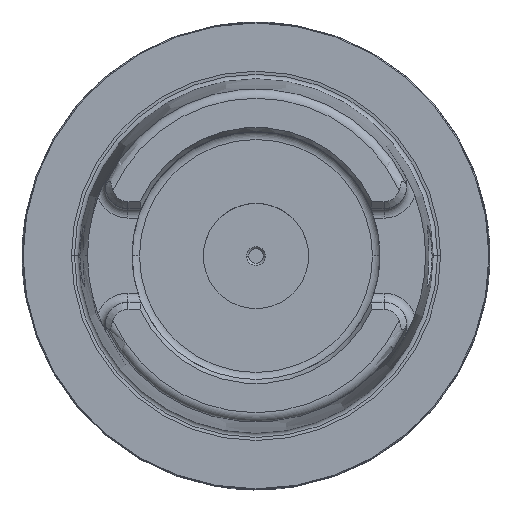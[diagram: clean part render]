
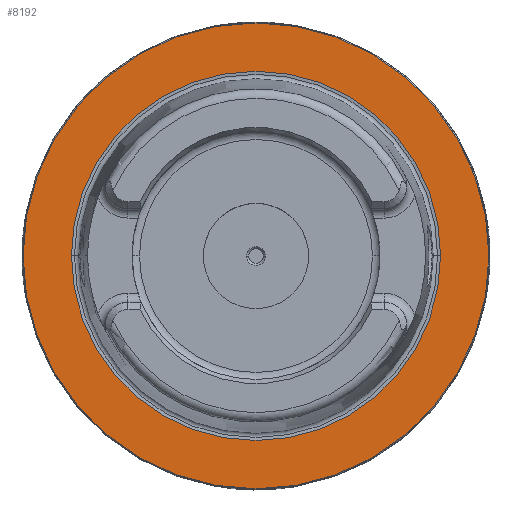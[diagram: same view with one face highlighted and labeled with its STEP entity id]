
A CAD part, top view. The second image highlights one B-rep face of the part: STEP entity #8192.
In plain terms, the highlighted planar face has unit normal (0, 0, 1).
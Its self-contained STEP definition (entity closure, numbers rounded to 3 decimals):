
#3242=CARTESIAN_POINT('',(0.,0.,0.));
#3243=DIRECTION('',(0.,0.,1.));
#3244=DIRECTION('',(1.,0.,0.));
#3245=AXIS2_PLACEMENT_3D('',#3242,#3243,#3244);
#3258=CARTESIAN_POINT('',(0.,0.,0.));
#3259=DIRECTION('',(0.,0.,-1.));
#3260=DIRECTION('',(1.,0.,0.));
#3261=AXIS2_PLACEMENT_3D('',#3258,#3259,#3260);
#3280=CARTESIAN_POINT('',(0.,0.,0.));
#3281=DIRECTION('',(0.,0.,1.));
#3282=DIRECTION('',(1.,0.,0.));
#3283=AXIS2_PLACEMENT_3D('',#3280,#3281,#3282);
#5701=CARTESIAN_POINT('',(0.,0.,0.));
#5702=DIRECTION('',(0.,0.,-1.));
#5703=DIRECTION('',(1.,0.,0.));
#5704=AXIS2_PLACEMENT_3D('',#5701,#5702,#5703);
#5789=CARTESIAN_POINT('',(39.464,0.,0.));
#5791=VERTEX_POINT('',#5789);
#5801=CARTESIAN_POINT('',(-39.464,0.,0.));
#5803=VERTEX_POINT('',#5801);
#6035=CARTESIAN_POINT('',(49.8,0.,0.));
#6036=CARTESIAN_POINT('',(-49.8,0.,0.));
#6037=VERTEX_POINT('',#6035);
#6038=VERTEX_POINT('',#6036);
#8176=CARTESIAN_POINT('',(0.,0.,0.));
#8177=DIRECTION('',(0.,0.,-1.));
#8178=DIRECTION('',(-1.,0.,0.));
#8179=AXIS2_PLACEMENT_3D('',#8176,#8177,#8178);
#8180=PLANE('',#8179);
#8181=ORIENTED_EDGE('',*,*,#8166,.F.);
#8183=ORIENTED_EDGE('',*,*,#8182,.T.);
#8184=EDGE_LOOP('',(#8181,#8183));
#8185=FACE_OUTER_BOUND('',#8184,.F.);
#8187=ORIENTED_EDGE('',*,*,#8186,.F.);
#8189=ORIENTED_EDGE('',*,*,#8188,.T.);
#8190=EDGE_LOOP('',(#8187,#8189));
#8191=FACE_BOUND('',#8190,.F.);
#3246=CIRCLE('',#3245,49.8);
#3262=CIRCLE('',#3261,39.464);
#3284=CIRCLE('',#3283,39.464);
#5705=CIRCLE('',#5704,49.8);
#8166=EDGE_CURVE('',#6037,#6038,#3246,.T.);
#8182=EDGE_CURVE('',#6037,#6038,#5705,.T.);
#8186=EDGE_CURVE('',#5791,#5803,#3262,.T.);
#8188=EDGE_CURVE('',#5791,#5803,#3284,.T.);
#8192=ADVANCED_FACE('',(#8185,#8191),#8180,.F.);
